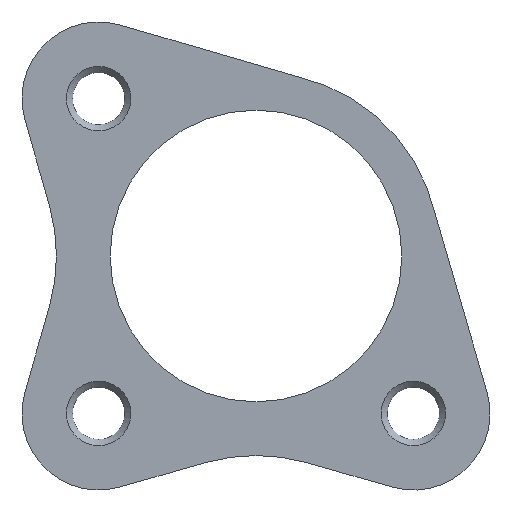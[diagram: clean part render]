
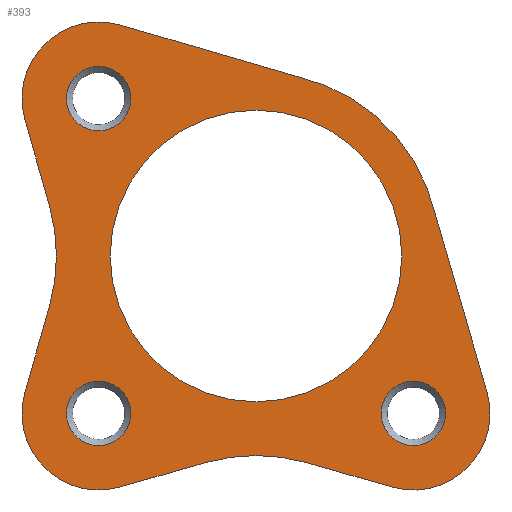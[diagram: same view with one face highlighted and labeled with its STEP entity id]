
A CAD part, front view. The second image highlights one B-rep face of the part: STEP entity #393.
In plain terms, the highlighted planar face has unit normal (0, -1, 0).
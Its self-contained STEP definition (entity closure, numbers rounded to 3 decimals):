
#19=FACE_BOUND('',#72,.T.);
#20=FACE_BOUND('',#73,.T.);
#21=FACE_BOUND('',#74,.T.);
#22=FACE_BOUND('',#75,.T.);
#24=PLANE('',#443);
#45=FACE_OUTER_BOUND('',#71,.T.);
#71=EDGE_LOOP('',(#301,#302,#303,#304,#305,#306,#307,#308,#309,#310,#311,
#312));
#72=EDGE_LOOP('',(#313));
#73=EDGE_LOOP('',(#314));
#74=EDGE_LOOP('',(#315));
#75=EDGE_LOOP('',(#316));
#102=LINE('',#650,#134);
#103=LINE('',#654,#135);
#104=LINE('',#658,#136);
#105=LINE('',#662,#137);
#106=LINE('',#666,#138);
#107=LINE('',#669,#139);
#134=VECTOR('',#522,10.);
#135=VECTOR('',#525,10.);
#136=VECTOR('',#528,10.);
#137=VECTOR('',#531,10.);
#138=VECTOR('',#534,10.);
#139=VECTOR('',#537,10.);
#159=CIRCLE('',#429,9.5);
#169=CIRCLE('',#441,2.1);
#171=CIRCLE('',#444,5.);
#172=CIRCLE('',#445,12.);
#173=CIRCLE('',#446,5.);
#174=CIRCLE('',#447,12.);
#175=CIRCLE('',#448,5.);
#176=CIRCLE('',#449,12.);
#177=CIRCLE('',#450,2.1);
#178=CIRCLE('',#451,2.1);
#183=VERTEX_POINT('',#605);
#199=VERTEX_POINT('',#640);
#201=VERTEX_POINT('',#646);
#202=VERTEX_POINT('',#647);
#203=VERTEX_POINT('',#649);
#204=VERTEX_POINT('',#651);
#205=VERTEX_POINT('',#653);
#206=VERTEX_POINT('',#655);
#207=VERTEX_POINT('',#657);
#208=VERTEX_POINT('',#659);
#209=VERTEX_POINT('',#661);
#210=VERTEX_POINT('',#663);
#211=VERTEX_POINT('',#665);
#212=VERTEX_POINT('',#667);
#213=VERTEX_POINT('',#670);
#214=VERTEX_POINT('',#672);
#220=EDGE_CURVE('',#183,#183,#159,.T.);
#237=EDGE_CURVE('',#199,#199,#169,.T.);
#240=EDGE_CURVE('',#201,#202,#171,.T.);
#241=EDGE_CURVE('',#202,#203,#102,.T.);
#242=EDGE_CURVE('',#203,#204,#172,.T.);
#243=EDGE_CURVE('',#204,#205,#103,.T.);
#244=EDGE_CURVE('',#205,#206,#173,.T.);
#245=EDGE_CURVE('',#206,#207,#104,.T.);
#246=EDGE_CURVE('',#207,#208,#174,.T.);
#247=EDGE_CURVE('',#208,#209,#105,.T.);
#248=EDGE_CURVE('',#209,#210,#175,.T.);
#249=EDGE_CURVE('',#210,#211,#106,.T.);
#250=EDGE_CURVE('',#211,#212,#176,.T.);
#251=EDGE_CURVE('',#212,#201,#107,.T.);
#252=EDGE_CURVE('',#213,#213,#177,.T.);
#253=EDGE_CURVE('',#214,#214,#178,.T.);
#301=ORIENTED_EDGE('',*,*,#240,.T.);
#302=ORIENTED_EDGE('',*,*,#241,.T.);
#303=ORIENTED_EDGE('',*,*,#242,.T.);
#304=ORIENTED_EDGE('',*,*,#243,.T.);
#305=ORIENTED_EDGE('',*,*,#244,.T.);
#306=ORIENTED_EDGE('',*,*,#245,.T.);
#307=ORIENTED_EDGE('',*,*,#246,.T.);
#308=ORIENTED_EDGE('',*,*,#247,.T.);
#309=ORIENTED_EDGE('',*,*,#248,.T.);
#310=ORIENTED_EDGE('',*,*,#249,.T.);
#311=ORIENTED_EDGE('',*,*,#250,.T.);
#312=ORIENTED_EDGE('',*,*,#251,.T.);
#313=ORIENTED_EDGE('',*,*,#252,.F.);
#314=ORIENTED_EDGE('',*,*,#220,.T.);
#315=ORIENTED_EDGE('',*,*,#253,.F.);
#316=ORIENTED_EDGE('',*,*,#237,.F.);
#393=ADVANCED_FACE('',(#45,#19,#20,#21,#22),#24,.T.);
#429=AXIS2_PLACEMENT_3D('',#606,#482,#483);
#441=AXIS2_PLACEMENT_3D('',#641,#513,#514);
#443=AXIS2_PLACEMENT_3D('',#645,#518,#519);
#444=AXIS2_PLACEMENT_3D('',#648,#520,#521);
#445=AXIS2_PLACEMENT_3D('',#652,#523,#524);
#446=AXIS2_PLACEMENT_3D('',#656,#526,#527);
#447=AXIS2_PLACEMENT_3D('',#660,#529,#530);
#448=AXIS2_PLACEMENT_3D('',#664,#532,#533);
#449=AXIS2_PLACEMENT_3D('',#668,#535,#536);
#450=AXIS2_PLACEMENT_3D('',#671,#538,#539);
#451=AXIS2_PLACEMENT_3D('',#673,#540,#541);
#482=DIRECTION('center_axis',(0.,1.,0.));
#483=DIRECTION('ref_axis',(1.,0.,0.));
#513=DIRECTION('center_axis',(0.,-1.,0.));
#514=DIRECTION('ref_axis',(1.,0.,0.));
#518=DIRECTION('center_axis',(0.,-1.,0.));
#519=DIRECTION('ref_axis',(1.,0.,0.));
#520=DIRECTION('center_axis',(0.,-1.,0.));
#521=DIRECTION('ref_axis',(-0.275,0.,-0.961));
#522=DIRECTION('',(-0.28,0.,0.96));
#523=DIRECTION('center_axis',(0.,-1.,0.));
#524=DIRECTION('ref_axis',(0.975,0.,0.22));
#525=DIRECTION('',(-0.96,0.,0.28));
#526=DIRECTION('center_axis',(0.,-1.,0.));
#527=DIRECTION('ref_axis',(0.275,0.,0.961));
#528=DIRECTION('',(0.275,0.,-0.961));
#529=DIRECTION('center_axis',(0.,1.,0.));
#530=DIRECTION('ref_axis',(0.961,0.,-0.275));
#531=DIRECTION('',(-0.275,0.,-0.961));
#532=DIRECTION('center_axis',(0.,-1.,0.));
#533=DIRECTION('ref_axis',(-0.961,0.,0.275));
#534=DIRECTION('',(0.961,0.,0.275));
#535=DIRECTION('center_axis',(0.,1.,0.));
#536=DIRECTION('ref_axis',(0.275,0.,0.961));
#537=DIRECTION('',(0.961,0.,-0.275));
#538=DIRECTION('center_axis',(0.,-1.,0.));
#539=DIRECTION('ref_axis',(1.,0.,0.));
#540=DIRECTION('center_axis',(0.,-1.,0.));
#541=DIRECTION('ref_axis',(1.,0.,0.));
#605=CARTESIAN_POINT('',(-9.5,-1.2,0.));
#606=CARTESIAN_POINT('Origin',(0.,-1.2,0.));
#640=CARTESIAN_POINT('',(8.153,-1.2,-10.253));
#641=CARTESIAN_POINT('Origin',(10.253,-1.2,-10.253));
#645=CARTESIAN_POINT('Origin',(0.,-1.2,0.));
#646=CARTESIAN_POINT('',(8.876,-1.2,-15.06));
#647=CARTESIAN_POINT('',(15.06,-1.2,-8.876));
#648=CARTESIAN_POINT('Origin',(10.253,-1.2,-10.253));
#649=CARTESIAN_POINT('',(11.705,-1.2,2.645));
#650=CARTESIAN_POINT('',(11.705,-1.2,2.645));
#651=CARTESIAN_POINT('',(2.645,-1.2,11.705));
#652=CARTESIAN_POINT('Origin',(0.,-1.2,0.));
#653=CARTESIAN_POINT('',(-8.876,-1.2,15.06));
#654=CARTESIAN_POINT('',(-8.876,-1.2,15.06));
#655=CARTESIAN_POINT('',(-15.06,-1.2,8.876));
#656=CARTESIAN_POINT('Origin',(-10.253,-1.2,10.253));
#657=CARTESIAN_POINT('',(-13.464,-1.2,3.304));
#658=CARTESIAN_POINT('',(-13.464,-1.2,3.304));
#659=CARTESIAN_POINT('',(-13.464,-1.2,-3.304));
#660=CARTESIAN_POINT('Origin',(-25.,-1.2,0.));
#661=CARTESIAN_POINT('',(-15.06,-1.2,-8.876));
#662=CARTESIAN_POINT('',(-15.06,-1.2,-8.876));
#663=CARTESIAN_POINT('',(-8.876,-1.2,-15.06));
#664=CARTESIAN_POINT('Origin',(-10.253,-1.2,-10.253));
#665=CARTESIAN_POINT('',(-3.304,-1.2,-13.464));
#666=CARTESIAN_POINT('',(-3.304,-1.2,-13.464));
#667=CARTESIAN_POINT('',(3.304,-1.2,-13.464));
#668=CARTESIAN_POINT('Origin',(0.,-1.2,-25.));
#669=CARTESIAN_POINT('',(8.876,-1.2,-15.06));
#670=CARTESIAN_POINT('',(-12.353,-1.2,-10.253));
#671=CARTESIAN_POINT('Origin',(-10.253,-1.2,-10.253));
#672=CARTESIAN_POINT('',(-12.353,-1.2,10.253));
#673=CARTESIAN_POINT('Origin',(-10.253,-1.2,10.253));
